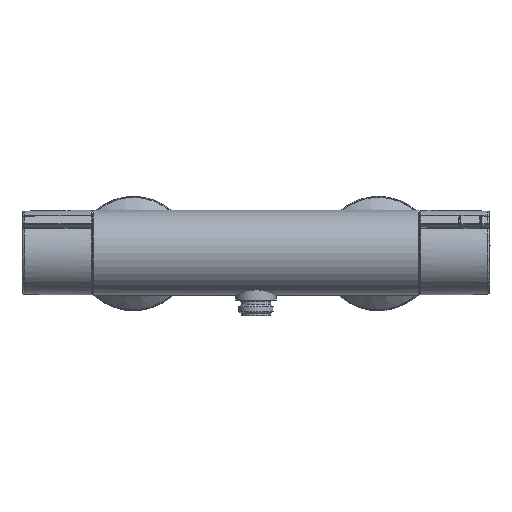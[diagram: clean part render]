
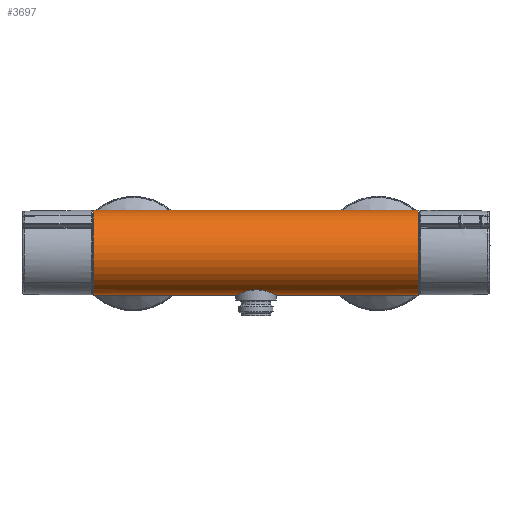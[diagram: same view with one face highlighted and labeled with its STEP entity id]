
A CAD part, top view. The second image highlights one B-rep face of the part: STEP entity #3697.
In plain terms, the highlighted cylindrical face has radius 26 mm (diameter 52 mm), a partial arc.
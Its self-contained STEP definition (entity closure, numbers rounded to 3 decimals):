
#64 = CARTESIAN_POINT ( 'NONE',  ( 6.158, -23.248, 52.482 ) ) ;
#134 = CARTESIAN_POINT ( 'NONE',  ( 12.179, -25.482, 44.441 ) ) ;
#383 = DIRECTION ( 'NONE',  ( 0., -1., 0. ) ) ;
#515 = DIRECTION ( 'NONE',  ( 1., 0., 0. ) ) ;
#583 = DIRECTION ( 'NONE',  ( 0., -1., 0. ) ) ;
#951 = CIRCLE ( 'NONE', #9378, 26. ) ;
#1135 = CARTESIAN_POINT ( 'NONE',  ( 57., -25.635, 41.597 ) ) ;
#1308 = ORIENTED_EDGE ( 'NONE', *, *, #10430, .T. ) ;
#1310 = CARTESIAN_POINT ( 'NONE',  ( 57., 26.365, 41.597 ) ) ;
#1709 = CARTESIAN_POINT ( 'NONE',  ( -10.891, -24.898, 47.783 ) ) ;
#1777 = FACE_OUTER_BOUND ( 'NONE', #16007, .T. ) ;
#1785 = CARTESIAN_POINT ( 'NONE',  ( -2.038, -22.511, 53.956 ) ) ;
#1862 = CARTESIAN_POINT ( 'NONE',  ( 7.162, -23.53, 51.849 ) ) ;
#1934 = CARTESIAN_POINT ( 'NONE',  ( 12.399, -25.587, 43.237 ) ) ;
#2118 = LINE ( 'NONE', #1135, #6730 ) ;
#3108 = ORIENTED_EDGE ( 'NONE', *, *, #3238, .T. ) ;
#3179 = VERTEX_POINT ( 'NONE', #15432 ) ;
#3238 = EDGE_CURVE ( 'NONE', #22382, #18632, #9432, .T. ) ;
#3452 = CARTESIAN_POINT ( 'NONE',  ( -10.002, -24.53, 49.105 ) ) ;
#3525 = CARTESIAN_POINT ( 'NONE',  ( -0.024, -22.43, 54.104 ) ) ;
#3600 = CARTESIAN_POINT ( 'NONE',  ( 8.106, -23.83, 51.12 ) ) ;
#3679 = CARTESIAN_POINT ( 'NONE',  ( 12.472, -25.622, 42.431 ) ) ;
#3697 = ADVANCED_FACE ( 'NONE', ( #1777 ), #9965, .T. ) ;
#3733 = LINE ( 'NONE', #1310, #16307 ) ;
#3973 = EDGE_CURVE ( 'NONE', #13199, #5960, #20983, .T. ) ;
#5116 = CARTESIAN_POINT ( 'NONE',  ( -12.5, -25.635, 41.597 ) ) ;
#5196 = CARTESIAN_POINT ( 'NONE',  ( -9.246, -24.236, 50.019 ) ) ;
#5266 = CARTESIAN_POINT ( 'NONE',  ( 1.203, -22.461, 54.046 ) ) ;
#5343 = CARTESIAN_POINT ( 'NONE',  ( 9.512, -24.334, 49.745 ) ) ;
#5960 = VERTEX_POINT ( 'NONE', #19384 ) ;
#6483 = CARTESIAN_POINT ( 'NONE',  ( -12.5, -25.635, 42.419 ) ) ;
#6647 = ORIENTED_EDGE ( 'NONE', *, *, #13972, .T. ) ;
#6730 = VECTOR ( 'NONE', #11631, 1000. ) ;
#6959 = CARTESIAN_POINT ( 'NONE',  ( -7.825, -23.731, 51.377 ) ) ;
#7035 = CARTESIAN_POINT ( 'NONE',  ( 2.808, -22.592, 53.805 ) ) ;
#7115 = CARTESIAN_POINT ( 'NONE',  ( 10.451, -24.714, 48.466 ) ) ;
#7478 = ORIENTED_EDGE ( 'NONE', *, *, #3973, .T. ) ;
#7663 = EDGE_CURVE ( 'NONE', #5960, #22382, #17062, .T. ) ;
#8313 = CARTESIAN_POINT ( 'NONE',  ( 12.5, -25.635, 41.736 ) ) ;
#8650 = CARTESIAN_POINT ( 'NONE',  ( -12.185, -25.485, 44.414 ) ) ;
#8728 = CARTESIAN_POINT ( 'NONE',  ( -5.833, -23.157, 52.681 ) ) ;
#8802 = CARTESIAN_POINT ( 'NONE',  ( 4.723, -22.914, 53.178 ) ) ;
#8882 = CARTESIAN_POINT ( 'NONE',  ( 11.06, -24.974, 47.435 ) ) ;
#9378 = AXIS2_PLACEMENT_3D ( 'NONE', #21499, #11085, #583 ) ;
#9432 = LINE ( 'NONE', #13625, #21680 ) ;
#9965 = CYLINDRICAL_SURFACE ( 'NONE', #19779, 26. ) ;
#10197 = DIRECTION ( 'NONE',  ( 1., 0., 0. ) ) ;
#10418 = CARTESIAN_POINT ( 'NONE',  ( -11.855, -25.331, 45.583 ) ) ;
#10430 = EDGE_CURVE ( 'NONE', #3179, #18279, #951, .T. ) ;
#10498 = CARTESIAN_POINT ( 'NONE',  ( -4.377, -22.847, 53.313 ) ) ;
#10571 = CARTESIAN_POINT ( 'NONE',  ( 5.81, -23.16, 52.672 ) ) ;
#10652 = CARTESIAN_POINT ( 'NONE',  ( 11.864, -25.335, 45.615 ) ) ;
#11011 = CARTESIAN_POINT ( 'NONE',  ( 99.5, 0.365, 41.597 ) ) ;
#11085 = DIRECTION ( 'NONE',  ( 1., 0., 0. ) ) ;
#11528 = CARTESIAN_POINT ( 'NONE',  ( 12.5, -25.635, 41.597 ) ) ;
#11631 = DIRECTION ( 'NONE',  ( 1., 0., 0. ) ) ;
#11652 = CARTESIAN_POINT ( 'NONE',  ( 99.5, 26.365, 41.597 ) ) ;
#11787 = DIRECTION ( 'NONE',  ( 1., 0., 0. ) ) ;
#11828 = CARTESIAN_POINT ( 'NONE',  ( 57., 0.365, 41.597 ) ) ;
#11882 = VERTEX_POINT ( 'NONE', #11652 ) ;
#12130 = CARTESIAN_POINT ( 'NONE',  ( -12.5, -25.635, 41.597 ) ) ;
#12163 = CARTESIAN_POINT ( 'NONE',  ( -11.262, -25.062, 47.08 ) ) ;
#12243 = CARTESIAN_POINT ( 'NONE',  ( -3.222, -22.657, 53.681 ) ) ;
#12323 = CARTESIAN_POINT ( 'NONE',  ( 6.834, -23.434, 52.071 ) ) ;
#12396 = CARTESIAN_POINT ( 'NONE',  ( 12.266, -25.524, 44.039 ) ) ;
#12764 = DIRECTION ( 'NONE',  ( 0., -1., 0. ) ) ;
#13199 = VERTEX_POINT ( 'NONE', #12130 ) ;
#13625 = CARTESIAN_POINT ( 'NONE',  ( 57., -25.635, 41.597 ) ) ;
#13930 = CARTESIAN_POINT ( 'NONE',  ( -10.237, -24.626, 48.781 ) ) ;
#13972 = EDGE_CURVE ( 'NONE', #18279, #13199, #2118, .T. ) ;
#14001 = CARTESIAN_POINT ( 'NONE',  ( -1.238, -22.453, 54.062 ) ) ;
#14077 = CARTESIAN_POINT ( 'NONE',  ( 7.799, -23.729, 51.374 ) ) ;
#14144 = CARTESIAN_POINT ( 'NONE',  ( 12.445, -25.609, 42.835 ) ) ;
#14466 = ORIENTED_EDGE ( 'NONE', *, *, #7663, .T. ) ;
#15159 = CARTESIAN_POINT ( 'NONE',  ( 12.481, -25.626, 42.292 ) ) ;
#15239 = CARTESIAN_POINT ( 'NONE',  ( 12.472, -25.622, 42.431 ) ) ;
#15265 = ORIENTED_EDGE ( 'NONE', *, *, #21390, .F. ) ;
#15432 = CARTESIAN_POINT ( 'NONE',  ( -99.5, 26.365, 41.597 ) ) ;
#15656 = CARTESIAN_POINT ( 'NONE',  ( -9.506, -24.335, 49.723 ) ) ;
#15728 = CARTESIAN_POINT ( 'NONE',  ( 0.383, -22.433, 54.098 ) ) ;
#15804 = CARTESIAN_POINT ( 'NONE',  ( 8.983, -24.133, 50.325 ) ) ;
#16007 = EDGE_LOOP ( 'NONE', ( #20958, #1308, #6647, #7478, #14466, #3108, #15265 ) ) ;
#16283 = CIRCLE ( 'NONE', #18172, 26. ) ;
#16307 = VECTOR ( 'NONE', #11787, 1000. ) ;
#17062 = B_SPLINE_CURVE_WITH_KNOTS ( 'NONE', 3,
 ( #15239, #15159, #18759, #8313, #20494 ),
 .UNSPECIFIED., .F., .F.,
 ( 4, 1, 4 ),
 ( 0.039, 0.039, 0.04 ),
 .UNSPECIFIED. ) ;
#17390 = CARTESIAN_POINT ( 'NONE',  ( -8.425, -23.935, 50.865 ) ) ;
#17471 = CARTESIAN_POINT ( 'NONE',  ( 1.609, -22.487, 54. ) ) ;
#17545 = CARTESIAN_POINT ( 'NONE',  ( 10.226, -24.621, 48.797 ) ) ;
#18172 = AXIS2_PLACEMENT_3D ( 'NONE', #11011, #515, #12764 ) ;
#18279 = VERTEX_POINT ( 'NONE', #21041 ) ;
#18632 = VERTEX_POINT ( 'NONE', #18648 ) ;
#18648 = CARTESIAN_POINT ( 'NONE',  ( 99.5, -25.635, 41.597 ) ) ;
#18759 = CARTESIAN_POINT ( 'NONE',  ( 12.495, -25.633, 42.015 ) ) ;
#19079 = CARTESIAN_POINT ( 'NONE',  ( -12.42, -25.597, 43.226 ) ) ;
#19150 = CARTESIAN_POINT ( 'NONE',  ( -6.521, -23.339, 52.291 ) ) ;
#19228 = CARTESIAN_POINT ( 'NONE',  ( 3.586, -22.702, 53.599 ) ) ;
#19294 = CARTESIAN_POINT ( 'NONE',  ( 10.869, -24.891, 47.784 ) ) ;
#19384 = CARTESIAN_POINT ( 'NONE',  ( 12.472, -25.622, 42.431 ) ) ;
#19616 = DIRECTION ( 'NONE',  ( 1., 0., 0. ) ) ;
#19779 = AXIS2_PLACEMENT_3D ( 'NONE', #11828, #19616, #383 ) ;
#20494 = CARTESIAN_POINT ( 'NONE',  ( 12.5, -25.635, 41.597 ) ) ;
#20835 = CARTESIAN_POINT ( 'NONE',  ( -12.088, -25.44, 44.806 ) ) ;
#20907 = CARTESIAN_POINT ( 'NONE',  ( -4.748, -22.92, 53.167 ) ) ;
#20958 = ORIENTED_EDGE ( 'NONE', *, *, #21903, .F. ) ;
#20983 = B_SPLINE_CURVE_WITH_KNOTS ( 'NONE', 3,
 ( #5116, #6483, #19079, #8650, #20835, #10418, #22591, #12163, #1709, #13930, #3452, #15656, #5196, #17390, #6959, #19150, #8728, #20907, #10498, #22668, #12243, #1785, #14001, #3525, #15728, #5266, #17471, #7035, #19228, #8802, #20991, #10571, #64, #12323, #1862, #14077, #3600, #15804, #5343, #17545, #7115, #19294, #8882, #21055, #10652, #134, #12396, #1934, #14144, #3679 ),
 .UNSPECIFIED., .F., .F.,
 ( 4, 2, 2, 2, 2, 2, 2, 2, 2, 2, 2, 2, 2, 2, 2, 2, 2, 2, 2, 2, 2, 2, 2, 2, 4 ),
 ( 0., 0.002, 0.004, 0.005, 0.007, 0.009, 0.01, 0.012, 0.015, 0.016, 0.017, 0.019, 0.021, 0.022, 0.024, 0.026, 0.027, 0.028, 0.029, 0.032, 0.033, 0.034, 0.036, 0.038, 0.039 ),
 .UNSPECIFIED. ) ;
#20991 = CARTESIAN_POINT ( 'NONE',  ( 5.093, -22.993, 53.019 ) ) ;
#21041 = CARTESIAN_POINT ( 'NONE',  ( -99.5, -25.635, 41.597 ) ) ;
#21055 = CARTESIAN_POINT ( 'NONE',  ( 11.583, -25.205, 46.363 ) ) ;
#21390 = EDGE_CURVE ( 'NONE', #11882, #18632, #16283, .T. ) ;
#21499 = CARTESIAN_POINT ( 'NONE',  ( -99.5, 0.365, 41.597 ) ) ;
#21680 = VECTOR ( 'NONE', #10197, 1000. ) ;
#21903 = EDGE_CURVE ( 'NONE', #3179, #11882, #3733, .T. ) ;
#22382 = VERTEX_POINT ( 'NONE', #11528 ) ;
#22591 = CARTESIAN_POINT ( 'NONE',  ( -11.718, -25.268, 45.966 ) ) ;
#22668 = CARTESIAN_POINT ( 'NONE',  ( -3.615, -22.715, 53.57 ) ) ;
